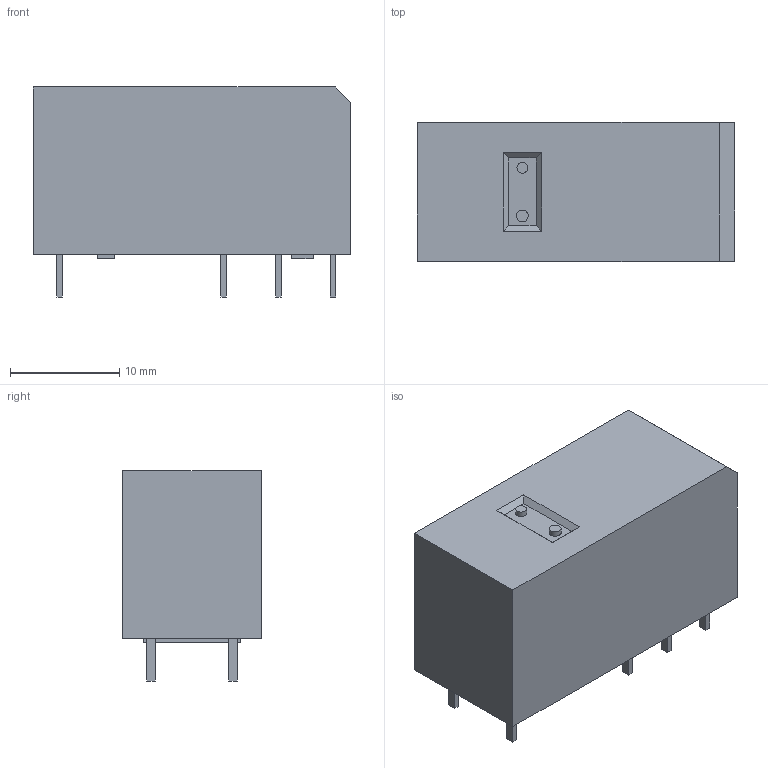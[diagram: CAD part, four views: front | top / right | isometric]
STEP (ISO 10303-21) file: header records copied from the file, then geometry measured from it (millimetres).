
FILE_DESCRIPTION(('FreeCAD Model'),'2;1');
FILE_NAME('OMRON_G2RL-2.step','2020-03-10T18:05:47',('kicad StepUp'),('ksu MCAD'), 'Open CASCADE STEP processor 7.3','FreeCAD','Unknown');
FILE_SCHEMA(('AUTOMOTIVE_DESIGN { 1 0 10303 214 1 1 1 1 }'));
Length unit declared in the file: millimetre
Products named in the file (1): OMRON_G2RL-2
Bounding box: 29 x 12.7 x 19.2 mm (x, y, z)
Volume: 5638.7 mm3; surface area: 2105.4 mm2
Topology: 1 solids, 1 shells, 66 faces, 157 edges, 106 vertices
Faces by surface type: plane 64, cylinder 2
Full cylindrical faces by diameter (mm): 1 x1, 1.08 x1
Entity records: 2356 total; most frequent: CARTESIAN_POINT 330, ORIENTED_EDGE 314, DIRECTION 299, EDGE_CURVE 157, LINE 149, VECTOR 149, VERTEX_POINT 106, FACE_BOUND 79
